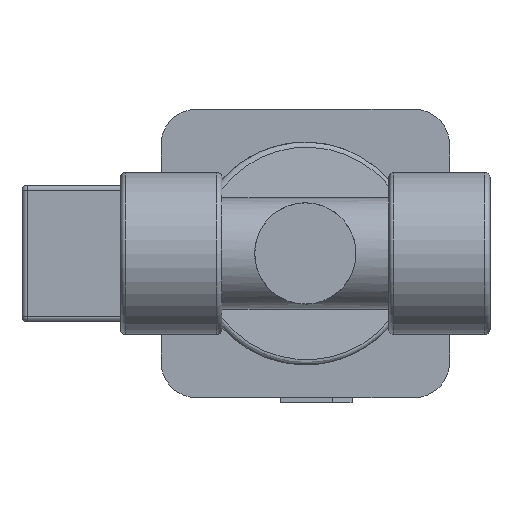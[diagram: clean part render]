
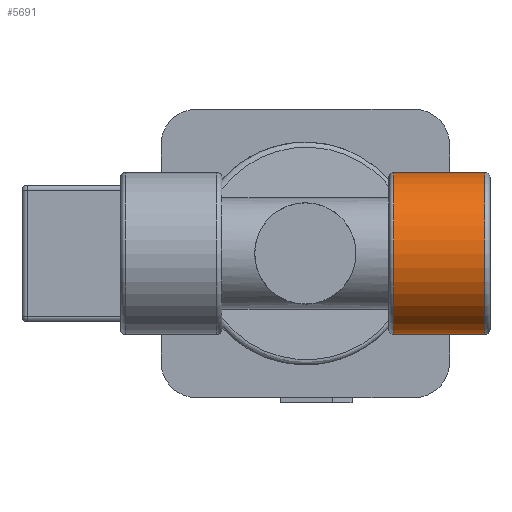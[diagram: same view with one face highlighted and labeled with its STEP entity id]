
A CAD part, front view. The second image highlights one B-rep face of the part: STEP entity #5691.
In plain terms, the highlighted cylindrical face has radius 16 mm (diameter 32 mm), a partial arc.
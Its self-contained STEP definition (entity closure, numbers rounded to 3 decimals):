
#128=CYLINDRICAL_SURFACE('',#6110,16.);
#299=LINE('',#8867,#846);
#342=LINE('',#9121,#889);
#846=VECTOR('',#6783,10.);
#889=VECTOR('',#6914,10.);
#1625=FACE_OUTER_BOUND('',#1967,.T.);
#1967=EDGE_LOOP('',(#4266,#4267,#4268,#4269));
#2287=CIRCLE('',#6013,16.);
#2310=CIRCLE('',#6060,16.);
#2569=VERTEX_POINT('',#8532);
#2573=VERTEX_POINT('',#8577);
#2603=VERTEX_POINT('',#8765);
#2606=VERTEX_POINT('',#8809);
#3140=EDGE_CURVE('',#2569,#2573,#2287,.T.);
#3194=EDGE_CURVE('',#2606,#2603,#2310,.T.);
#3205=EDGE_CURVE('',#2603,#2569,#299,.T.);
#3268=EDGE_CURVE('',#2606,#2573,#342,.T.);
#4266=ORIENTED_EDGE('',*,*,#3140,.F.);
#4267=ORIENTED_EDGE('',*,*,#3205,.F.);
#4268=ORIENTED_EDGE('',*,*,#3194,.F.);
#4269=ORIENTED_EDGE('',*,*,#3268,.T.);
#5691=ADVANCED_FACE('',(#1625),#128,.T.);
#6013=AXIS2_PLACEMENT_3D('',#8578,#6644,#6645);
#6060=AXIS2_PLACEMENT_3D('',#8847,#6762,#6763);
#6110=AXIS2_PLACEMENT_3D('',#9125,#6917,#6918);
#6644=DIRECTION('center_axis',(-1.,0.,0.));
#6645=DIRECTION('ref_axis',(0.,-1.,-0.008));
#6762=DIRECTION('center_axis',(1.,0.,0.));
#6763=DIRECTION('ref_axis',(0.,-1.,-0.008));
#6783=DIRECTION('',(-1.,0.,0.));
#6914=DIRECTION('',(-1.,0.,0.));
#6917=DIRECTION('center_axis',(-1.,0.,0.));
#6918=DIRECTION('ref_axis',(0.,-0.008,1.));
#8532=CARTESIAN_POINT('',(17.5,-12.879,-16.));
#8577=CARTESIAN_POINT('',(17.5,-13.121,16.));
#8578=CARTESIAN_POINT('Origin',(17.5,-13.,0.));
#8765=CARTESIAN_POINT('',(35.5,-12.879,-16.));
#8809=CARTESIAN_POINT('',(35.5,-13.121,16.));
#8847=CARTESIAN_POINT('Origin',(35.5,-13.,0.));
#8867=CARTESIAN_POINT('',(36.5,-12.879,-16.));
#9121=CARTESIAN_POINT('',(36.5,-13.121,16.));
#9125=CARTESIAN_POINT('Origin',(36.5,-13.,0.));
